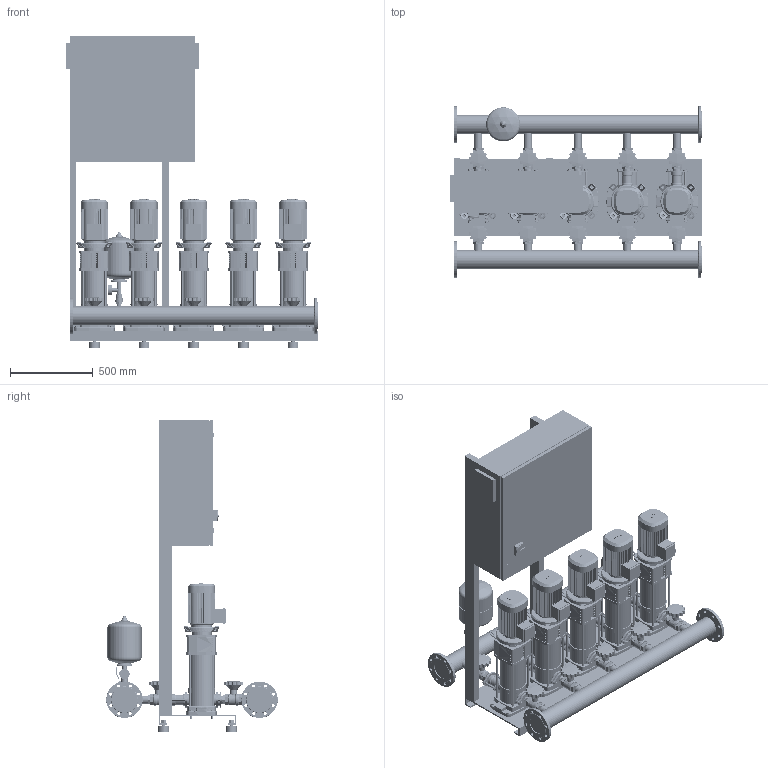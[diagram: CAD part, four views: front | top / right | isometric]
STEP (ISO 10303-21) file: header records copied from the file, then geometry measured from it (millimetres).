
FILE_DESCRIPTION((''),'2;1');
FILE_NAME('3d_COR-5HELIXV1603_K_CC-01-2532286.stp','2016-01-22T13:03:22',(''),(''),'Mechanical Desktop 2009','Mechanical Desktop 2009',', , ');
FILE_SCHEMA(('CONFIG_CONTROL_DESIGN'));
Length unit declared in the file: millimetre
Products named in the file (1): Product
Bounding box: 1520 x 1036 x 1885 mm (x, y, z)
Volume: 307328472 mm3; surface area: 14956139.5 mm2
Topology: 249 solids, 249 shells, 7189 faces, 18351 edges, 11966 vertices
Faces by surface type: plane 2670, cylinder 2170, bspline 1787, cone 386, torus 144, sphere 32
Entity records: 235873 total; most frequent: CARTESIAN_POINT 62559, ORIENTED_EDGE 36646, DIRECTION 34687, EDGE_CURVE 18323, AXIS2_PLACEMENT_3D 12054, VERTEX_POINT 11960, VECTOR 10579, LINE 10579
